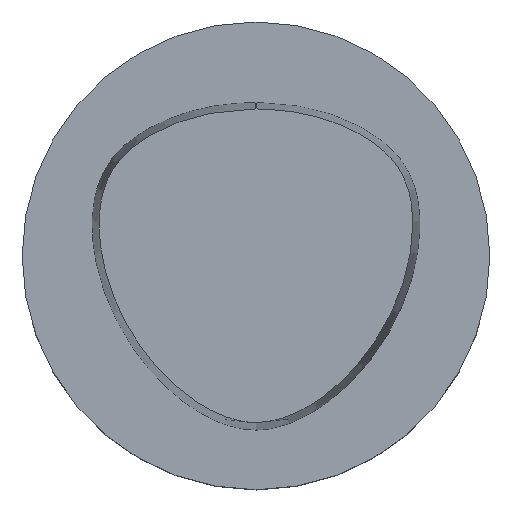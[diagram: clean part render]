
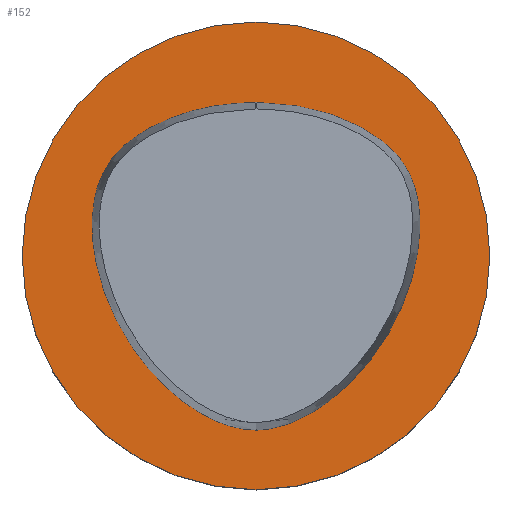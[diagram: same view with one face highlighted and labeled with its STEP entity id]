
A CAD part, top view. The second image highlights one B-rep face of the part: STEP entity #152.
In plain terms, the highlighted planar face has unit normal (0, 0, 1).
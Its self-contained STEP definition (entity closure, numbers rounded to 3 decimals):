
#80=EDGE_CURVE('Unnamed[1]',#203,#204,#205,.T.);
#101=EDGE_CURVE('Unnamed[1]',#232,#203,#233,.T.);
#111=EDGE_CURVE('Unnamed[1]',#247,#247,#248,.T.);
#116=EDGE_CURVE('Unnamed[1]',#204,#232,#254,.T.);
#152=ADVANCED_FACE('Unnamed[1]',(#303,#304),#305,.T.);
#203=VERTEX_POINT('',#364);
#204=VERTEX_POINT('',#365);
#205=CIRCLE('',#366,0.95);
#232=VERTEX_POINT('',#474);
#233=B_SPLINE_CURVE_WITH_KNOTS('',3,(#475,#476,#477,#478,#479,#480,#481,#482,#483,#484,#485,#486,#487,#488,#489,#490,#491,#492),.UNSPECIFIED.,.F.,.F.,(4,1,1,1,1,1,1,1,1,2,1,1,1,1,4),(-6.615,-6.202,-5.788,-5.375,-4.961,-4.134,-3.308,-2.894,-2.481,-2.067,-1.654,-1.24,-0.827,-0.413,0.0),.UNSPECIFIED.);
#247=VERTEX_POINT('',#510);
#248=CIRCLE('',#511,31.5);
#254=B_SPLINE_CURVE_WITH_KNOTS('',3,(#519,#520,#521,#522,#523,#524,#525,#526,#527,#528,#529,#530,#531,#532,#533,#534,#535),.UNSPECIFIED.,.F.,.F.,(4,1,1,1,1,1,1,1,1,1,1,1,1,1,4),(-13.23,-12.817,-12.403,-11.99,-11.576,-11.163,-10.956,-10.75,-10.336,-9.923,-9.096,-8.269,-7.442,-7.029,-6.615),.UNSPECIFIED.);
#303=FACE_BOUND('',#695,.T.);
#304=FACE_OUTER_BOUND('',#696,.T.);
#305=PLANE('',#697);
#364=CARTESIAN_POINT('',(-0.045,20.677,0.));
#365=CARTESIAN_POINT('',(0.045,20.677,0.));
#366=AXIS2_PLACEMENT_3D('',#749,#750,#751);
#474=CARTESIAN_POINT('',(0.044,-23.469,0.));
#475=CARTESIAN_POINT('',(0.044,-23.469,0.));
#476=CARTESIAN_POINT('',(-1.471,-23.477,0.));
#477=CARTESIAN_POINT('',(-4.439,-22.821,0.));
#478=CARTESIAN_POINT('',(-8.35,-20.8,0.));
#479=CARTESIAN_POINT('',(-11.745,-18.156,0.));
#480=CARTESIAN_POINT('',(-15.699,-14.041,0.));
#481=CARTESIAN_POINT('',(-19.535,-8.006,0.));
#482=CARTESIAN_POINT('',(-21.721,-1.161,0.0));
#483=CARTESIAN_POINT('',(-22.249,4.55,0.0));
#484=CARTESIAN_POINT('',(-21.665,9.002,0.0));
#485=CARTESIAN_POINT('',(-20.395,11.778,0.0));
#486=CARTESIAN_POINT('',(-18.593,14.198,0.0));
#487=CARTESIAN_POINT('',(-16.323,16.178,0.0));
#488=CARTESIAN_POINT('',(-12.508,18.252,0.));
#489=CARTESIAN_POINT('',(-8.468,19.679,0.));
#490=CARTESIAN_POINT('',(-4.23,20.488,0.));
#491=CARTESIAN_POINT('',(-1.423,20.613,0.));
#492=CARTESIAN_POINT('',(-0.045,20.677,0.));
#510=CARTESIAN_POINT('',(0.,31.5,0.));
#511=AXIS2_PLACEMENT_3D('',#789,#790,#791);
#519=CARTESIAN_POINT('',(0.045,20.677,0.));
#520=CARTESIAN_POINT('',(1.424,20.61,0.));
#521=CARTESIAN_POINT('',(4.223,20.484,0.));
#522=CARTESIAN_POINT('',(8.472,19.689,0.));
#523=CARTESIAN_POINT('',(12.514,18.243,0.0));
#524=CARTESIAN_POINT('',(16.304,16.173,0.));
#525=CARTESIAN_POINT('',(19.145,13.704,0.));
#526=CARTESIAN_POINT('',(20.732,11.101,0.0));
#527=CARTESIAN_POINT('',(21.783,8.281,0.));
#528=CARTESIAN_POINT('',(22.226,4.609,0.0));
#529=CARTESIAN_POINT('',(21.744,-1.113,0.0));
#530=CARTESIAN_POINT('',(19.552,-7.954,0.0));
#531=CARTESIAN_POINT('',(14.957,-15.209,0.0));
#532=CARTESIAN_POINT('',(9.668,-20.083,0.));
#533=CARTESIAN_POINT('',(4.516,-22.795,0.));
#534=CARTESIAN_POINT('',(1.559,-23.461,0.));
#535=CARTESIAN_POINT('',(0.044,-23.469,0.));
#695=EDGE_LOOP('',(#844,#845,#846));
#696=EDGE_LOOP('',(#847));
#697=AXIS2_PLACEMENT_3D('',#848,#849,#850);
#749=CARTESIAN_POINT('',(-0.001,19.728,0.));
#750=DIRECTION('',(0.,0.,-1.0));
#751=DIRECTION('',(-0.046,0.999,0.));
#789=CARTESIAN_POINT('',(0.0,0.0,0.0));
#790=DIRECTION('',(0.,0.,-1.0));
#791=DIRECTION('',(0.,1.0,0.));
#844=ORIENTED_EDGE('',*,*,#116,.T.);
#845=ORIENTED_EDGE('',*,*,#101,.T.);
#846=ORIENTED_EDGE('',*,*,#80,.T.);
#847=ORIENTED_EDGE('',*,*,#111,.F.);
#848=CARTESIAN_POINT('',(0.,15.75,0.));
#849=DIRECTION('',(0.,0.,1.0));
#850=DIRECTION('',(0.,-1.0,0.));
